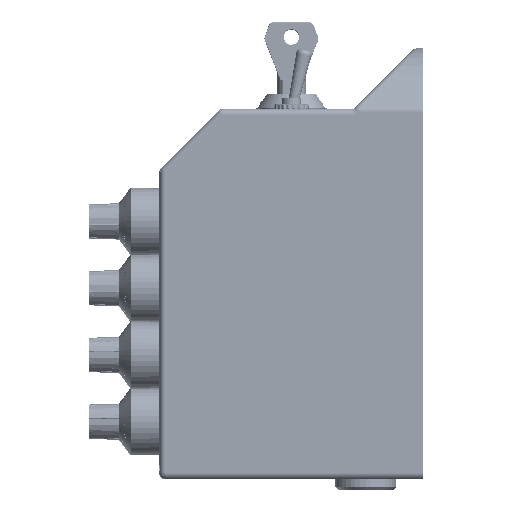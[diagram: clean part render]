
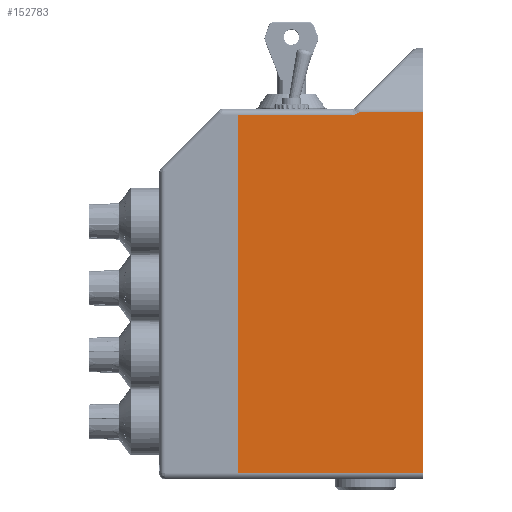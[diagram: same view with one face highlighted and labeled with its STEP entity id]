
A CAD part, left-side view. The second image highlights one B-rep face of the part: STEP entity #152783.
In plain terms, the highlighted planar face has unit normal (-1, 0, 0).
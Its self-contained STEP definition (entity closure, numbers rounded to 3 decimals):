
#64376 = DIRECTION ( 'NONE',  ( 0., 0., -1. ) ) ;
#64377 = VECTOR ( 'NONE', #64376, 1000. ) ;
#64379 = CARTESIAN_POINT ( 'NONE',  ( -262., 61., -61. ) ) ;
#64381 = LINE ( 'NONE', #64379, #64377 ) ;
#64795 = DIRECTION ( 'NONE',  ( 0., 0., 1. ) ) ;
#64797 = VECTOR ( 'NONE', #64795, 1000. ) ;
#64799 = CARTESIAN_POINT ( 'NONE',  ( -262., 0., -60.414 ) ) ;
#64800 = LINE ( 'NONE', #64799, #64797 ) ;
#66169 = DIRECTION ( 'NONE',  ( 0., 0., 1. ) ) ;
#66170 = DIRECTION ( 'NONE',  ( -1., 0., 0. ) ) ;
#66171 = CARTESIAN_POINT ( 'NONE',  ( -262., 0., -122. ) ) ;
#66172 = AXIS2_PLACEMENT_3D ( 'NONE', #66171, #66170, #66169 ) ;
#66173 = PLANE ( 'NONE',  #66172 ) ;
#66178 = FACE_OUTER_BOUND ( 'NONE', #152786, .T. ) ;
#85141 = CARTESIAN_POINT ( 'NONE',  ( -262., 23.575, -2. ) ) ;
#85143 = CARTESIAN_POINT ( 'NONE',  ( -262., 23.063, -1.952 ) ) ;
#85664 = CARTESIAN_POINT ( 'NONE',  ( -262., 21., -0.828 ) ) ;
#86069 = CARTESIAN_POINT ( 'NONE',  ( -262., 23.828, -2. ) ) ;
#86364 = DIRECTION ( 'NONE',  ( 0., 1., 0. ) ) ;
#86366 = VECTOR ( 'NONE', #86364, 1000. ) ;
#86367 = CARTESIAN_POINT ( 'NONE',  ( -262., 42.414, -2. ) ) ;
#86369 = LINE ( 'NONE', #86367, #86366 ) ;
#86473 = CARTESIAN_POINT ( 'NONE',  ( -262., 23.828, -2. ) ) ;
#86475 = B_SPLINE_CURVE_WITH_KNOTS ( 'NONE', 3,
 ( #86537, #86535, #86533, #86532, #85143, #85141, #86069 ),
 .UNSPECIFIED., .F., .F.,
 ( 4, 1, 1, 1, 4 ),
 ( 0., 0.001, 0.002, 0.002, 0.003 ),
 .UNSPECIFIED. ) ;
#86532 = CARTESIAN_POINT ( 'NONE',  ( -262., 22.303, -1.727 ) ) ;
#86533 = CARTESIAN_POINT ( 'NONE',  ( -262., 21.595, -1.35 ) ) ;
#86535 = CARTESIAN_POINT ( 'NONE',  ( -262., 21.187, -1.014 ) ) ;
#86537 = CARTESIAN_POINT ( 'NONE',  ( -262., 21., -0.828 ) ) ;
#86671 = CARTESIAN_POINT ( 'NONE',  ( -262., 61., -2. ) ) ;
#86715 = CARTESIAN_POINT ( 'NONE',  ( -262., 0., -0.828 ) ) ;
#86729 = DIRECTION ( 'NONE',  ( 0., -1., 0. ) ) ;
#86730 = VECTOR ( 'NONE', #86729, 1000. ) ;
#86731 = CARTESIAN_POINT ( 'NONE',  ( -262., 10.5, -0.828 ) ) ;
#86733 = LINE ( 'NONE', #86731, #86730 ) ;
#86971 = CARTESIAN_POINT ( 'NONE',  ( -262., 61., -120. ) ) ;
#86976 = DIRECTION ( 'NONE',  ( 0., -1., 0. ) ) ;
#86977 = VECTOR ( 'NONE', #86976, 1000. ) ;
#86978 = CARTESIAN_POINT ( 'NONE',  ( -262., 30.5, -120. ) ) ;
#86980 = LINE ( 'NONE', #86978, #86977 ) ;
#86992 = CARTESIAN_POINT ( 'NONE',  ( -262., 0., -120. ) ) ;
#151630 = EDGE_CURVE ( 'NONE', #237442, #237712, #64381, .T. ) ;
#151883 = EDGE_CURVE ( 'NONE', #237685, #237506, #64800, .T. ) ;
#152783 = ADVANCED_FACE ( 'NONE', ( #66178 ), #66173, .T. ) ;
#152786 = EDGE_LOOP ( 'NONE', ( #152789, #152792, #152799, #152855, #152860, #152863 ) ) ;
#152789 = ORIENTED_EDGE ( 'NONE', *, *, #237493, .F. ) ;
#152792 = ORIENTED_EDGE ( 'NONE', *, *, #237334, .T. ) ;
#152799 = ORIENTED_EDGE ( 'NONE', *, *, #237260, .T. ) ;
#152855 = ORIENTED_EDGE ( 'NONE', *, *, #151630, .T. ) ;
#152860 = ORIENTED_EDGE ( 'NONE', *, *, #237705, .T. ) ;
#152863 = ORIENTED_EDGE ( 'NONE', *, *, #151883, .T. ) ;
#236852 = VERTEX_POINT ( 'NONE', #85664 ) ;
#237260 = EDGE_CURVE ( 'NONE', #237342, #237442, #86369, .T. ) ;
#237334 = EDGE_CURVE ( 'NONE', #236852, #237342, #86475, .T. ) ;
#237342 = VERTEX_POINT ( 'NONE', #86473 ) ;
#237442 = VERTEX_POINT ( 'NONE', #86671 ) ;
#237493 = EDGE_CURVE ( 'NONE', #236852, #237506, #86733, .T. ) ;
#237506 = VERTEX_POINT ( 'NONE', #86715 ) ;
#237685 = VERTEX_POINT ( 'NONE', #86992 ) ;
#237705 = EDGE_CURVE ( 'NONE', #237712, #237685, #86980, .T. ) ;
#237712 = VERTEX_POINT ( 'NONE', #86971 ) ;
